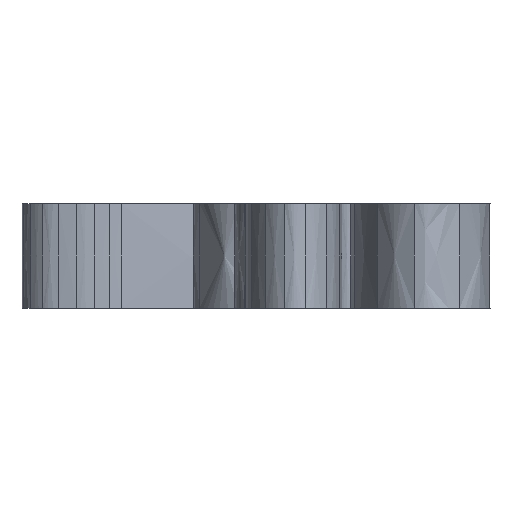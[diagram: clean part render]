
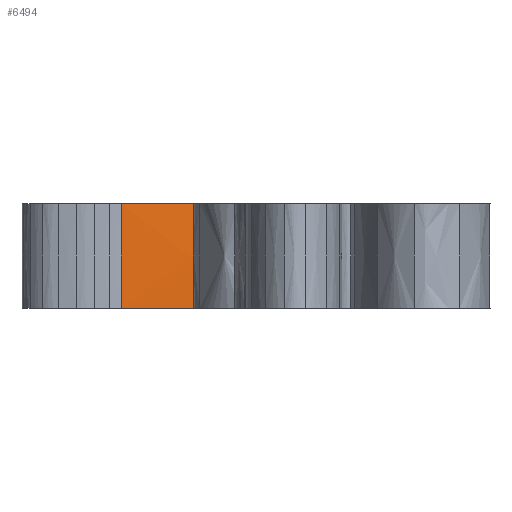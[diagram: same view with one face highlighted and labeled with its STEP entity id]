
A CAD part, left-side view. The second image highlights one B-rep face of the part: STEP entity #6494.
In plain terms, the highlighted face is a extrusion surface.
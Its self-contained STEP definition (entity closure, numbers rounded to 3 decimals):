
#87 = PLANE('',#88);
#88 = AXIS2_PLACEMENT_3D('',#89,#90,#91);
#89 = CARTESIAN_POINT('',(227.843,-7.89,20.));
#90 = DIRECTION('',(0.,0.,1.));
#91 = DIRECTION('',(1.,0.,0.));
#143 = PLANE('',#144);
#144 = AXIS2_PLACEMENT_3D('',#145,#146,#147);
#145 = CARTESIAN_POINT('',(227.843,-7.89,0.));
#146 = DIRECTION('',(0.,0.,1.));
#147 = DIRECTION('',(1.,0.,0.));
#1480 = VERTEX_POINT('',#1481);
#1481 = CARTESIAN_POINT('',(186.249,36.25,0.));
#1495 = SURFACE_OF_LINEAR_EXTRUSION('',#1496,#1500);
#1496 = B_SPLINE_CURVE_WITH_KNOTS('',2,(#1497,#1498,#1499),
  .UNSPECIFIED.,.F.,.F.,(3,3),(0.,1.),.PIECEWISE_BEZIER_KNOTS.);
#1497 = CARTESIAN_POINT('',(186.249,36.25,0.));
#1498 = CARTESIAN_POINT('',(186.013,37.569,0.));
#1499 = CARTESIAN_POINT('',(185.896,38.577,0.));
#1500 = VECTOR('',#1501,1.);
#1501 = DIRECTION('',(-0.,-0.,-1.));
#1509 = EDGE_CURVE('',#1510,#1480,#1512,.T.);
#1510 = VERTEX_POINT('',#1511);
#1511 = CARTESIAN_POINT('',(191.905,8.711,0.));
#1512 = SURFACE_CURVE('',#1513,(#1517,#1524),.PCURVE_S1.);
#1513 = B_SPLINE_CURVE_WITH_KNOTS('',2,(#1514,#1515,#1516),
  .UNSPECIFIED.,.F.,.F.,(3,3),(0.,1.),.PIECEWISE_BEZIER_KNOTS.);
#1514 = CARTESIAN_POINT('',(191.905,8.711,0.));
#1515 = CARTESIAN_POINT('',(188.37,23.683,0.));
#1516 = CARTESIAN_POINT('',(186.249,36.25,0.));
#1517 = PCURVE('',#143,#1518);
#1518 = DEFINITIONAL_REPRESENTATION('',(#1519),#1523);
#1519 = B_SPLINE_CURVE_WITH_KNOTS('',2,(#1520,#1521,#1522),
  .UNSPECIFIED.,.F.,.F.,(3,3),(0.,1.),.PIECEWISE_BEZIER_KNOTS.);
#1520 = CARTESIAN_POINT('',(-35.938,16.601));
#1521 = CARTESIAN_POINT('',(-39.473,31.573));
#1522 = CARTESIAN_POINT('',(-41.594,44.14));
#1523 = ( GEOMETRIC_REPRESENTATION_CONTEXT(2) 
PARAMETRIC_REPRESENTATION_CONTEXT() REPRESENTATION_CONTEXT('2D SPACE',''
  ) );
#1524 = PCURVE('',#1525,#1532);
#1525 = SURFACE_OF_LINEAR_EXTRUSION('',#1526,#1530);
#1526 = B_SPLINE_CURVE_WITH_KNOTS('',2,(#1527,#1528,#1529),
  .UNSPECIFIED.,.F.,.F.,(3,3),(0.,1.),.PIECEWISE_BEZIER_KNOTS.);
#1527 = CARTESIAN_POINT('',(191.905,8.711,0.));
#1528 = CARTESIAN_POINT('',(188.37,23.683,0.));
#1529 = CARTESIAN_POINT('',(186.249,36.25,0.));
#1530 = VECTOR('',#1531,1.);
#1531 = DIRECTION('',(-0.,-0.,-1.));
#1532 = DEFINITIONAL_REPRESENTATION('',(#1533),#1537);
#1533 = LINE('',#1534,#1535);
#1534 = CARTESIAN_POINT('',(0.,0.));
#1535 = VECTOR('',#1536,1.);
#1536 = DIRECTION('',(1.,0.));
#1537 = ( GEOMETRIC_REPRESENTATION_CONTEXT(2) 
PARAMETRIC_REPRESENTATION_CONTEXT() REPRESENTATION_CONTEXT('2D SPACE',''
  ) );
#1555 = SURFACE_OF_LINEAR_EXTRUSION('',#1556,#1560);
#1556 = B_SPLINE_CURVE_WITH_KNOTS('',2,(#1557,#1558,#1559),
  .UNSPECIFIED.,.F.,.F.,(3,3),(0.,1.),.PIECEWISE_BEZIER_KNOTS.);
#1557 = CARTESIAN_POINT('',(190.373,5.918,0.));
#1558 = CARTESIAN_POINT('',(190.137,7.78,0.));
#1559 = CARTESIAN_POINT('',(191.905,8.711,0.));
#1560 = VECTOR('',#1561,1.);
#1561 = DIRECTION('',(-0.,-0.,-1.));
#3400 = VERTEX_POINT('',#3401);
#3401 = CARTESIAN_POINT('',(186.249,36.25,20.));
#3422 = EDGE_CURVE('',#3423,#3400,#3425,.T.);
#3423 = VERTEX_POINT('',#3424);
#3424 = CARTESIAN_POINT('',(191.905,8.711,20.));
#3425 = SURFACE_CURVE('',#3426,(#3430,#3437),.PCURVE_S1.);
#3426 = B_SPLINE_CURVE_WITH_KNOTS('',2,(#3427,#3428,#3429),
  .UNSPECIFIED.,.F.,.F.,(3,3),(0.,1.),.PIECEWISE_BEZIER_KNOTS.);
#3427 = CARTESIAN_POINT('',(191.905,8.711,20.));
#3428 = CARTESIAN_POINT('',(188.37,23.683,20.));
#3429 = CARTESIAN_POINT('',(186.249,36.25,20.));
#3430 = PCURVE('',#87,#3431);
#3431 = DEFINITIONAL_REPRESENTATION('',(#3432),#3436);
#3432 = B_SPLINE_CURVE_WITH_KNOTS('',2,(#3433,#3434,#3435),
  .UNSPECIFIED.,.F.,.F.,(3,3),(0.,1.),.PIECEWISE_BEZIER_KNOTS.);
#3433 = CARTESIAN_POINT('',(-35.938,16.601));
#3434 = CARTESIAN_POINT('',(-39.473,31.573));
#3435 = CARTESIAN_POINT('',(-41.594,44.14));
#3436 = ( GEOMETRIC_REPRESENTATION_CONTEXT(2) 
PARAMETRIC_REPRESENTATION_CONTEXT() REPRESENTATION_CONTEXT('2D SPACE',''
  ) );
#3437 = PCURVE('',#1525,#3438);
#3438 = DEFINITIONAL_REPRESENTATION('',(#3439),#3443);
#3439 = LINE('',#3440,#3441);
#3440 = CARTESIAN_POINT('',(0.,-20.));
#3441 = VECTOR('',#3442,1.);
#3442 = DIRECTION('',(1.,0.));
#3443 = ( GEOMETRIC_REPRESENTATION_CONTEXT(2) 
PARAMETRIC_REPRESENTATION_CONTEXT() REPRESENTATION_CONTEXT('2D SPACE',''
  ) );
#6446 = EDGE_CURVE('',#1510,#3423,#6447,.T.);
#6447 = SURFACE_CURVE('',#6448,(#6452,#6459),.PCURVE_S1.);
#6448 = LINE('',#6449,#6450);
#6449 = CARTESIAN_POINT('',(191.905,8.711,0.));
#6450 = VECTOR('',#6451,1.);
#6451 = DIRECTION('',(0.,0.,1.));
#6452 = PCURVE('',#1555,#6453);
#6453 = DEFINITIONAL_REPRESENTATION('',(#6454),#6458);
#6454 = LINE('',#6455,#6456);
#6455 = CARTESIAN_POINT('',(1.,0.));
#6456 = VECTOR('',#6457,1.);
#6457 = DIRECTION('',(0.,-1.));
#6458 = ( GEOMETRIC_REPRESENTATION_CONTEXT(2) 
PARAMETRIC_REPRESENTATION_CONTEXT() REPRESENTATION_CONTEXT('2D SPACE',''
  ) );
#6459 = PCURVE('',#1525,#6460);
#6460 = DEFINITIONAL_REPRESENTATION('',(#6461),#6465);
#6461 = LINE('',#6462,#6463);
#6462 = CARTESIAN_POINT('',(0.,0.));
#6463 = VECTOR('',#6464,1.);
#6464 = DIRECTION('',(0.,-1.));
#6465 = ( GEOMETRIC_REPRESENTATION_CONTEXT(2) 
PARAMETRIC_REPRESENTATION_CONTEXT() REPRESENTATION_CONTEXT('2D SPACE',''
  ) );
#6494 = ADVANCED_FACE('',(#6495),#1525,.T.);
#6495 = FACE_BOUND('',#6496,.T.);
#6496 = EDGE_LOOP('',(#6497,#6498,#6499,#6520));
#6497 = ORIENTED_EDGE('',*,*,#6446,.T.);
#6498 = ORIENTED_EDGE('',*,*,#3422,.T.);
#6499 = ORIENTED_EDGE('',*,*,#6500,.F.);
#6500 = EDGE_CURVE('',#1480,#3400,#6501,.T.);
#6501 = SURFACE_CURVE('',#6502,(#6506,#6513),.PCURVE_S1.);
#6502 = LINE('',#6503,#6504);
#6503 = CARTESIAN_POINT('',(186.249,36.25,0.));
#6504 = VECTOR('',#6505,1.);
#6505 = DIRECTION('',(0.,0.,1.));
#6506 = PCURVE('',#1525,#6507);
#6507 = DEFINITIONAL_REPRESENTATION('',(#6508),#6512);
#6508 = LINE('',#6509,#6510);
#6509 = CARTESIAN_POINT('',(1.,0.));
#6510 = VECTOR('',#6511,1.);
#6511 = DIRECTION('',(0.,-1.));
#6512 = ( GEOMETRIC_REPRESENTATION_CONTEXT(2) 
PARAMETRIC_REPRESENTATION_CONTEXT() REPRESENTATION_CONTEXT('2D SPACE',''
  ) );
#6513 = PCURVE('',#1495,#6514);
#6514 = DEFINITIONAL_REPRESENTATION('',(#6515),#6519);
#6515 = LINE('',#6516,#6517);
#6516 = CARTESIAN_POINT('',(0.,0.));
#6517 = VECTOR('',#6518,1.);
#6518 = DIRECTION('',(0.,-1.));
#6519 = ( GEOMETRIC_REPRESENTATION_CONTEXT(2) 
PARAMETRIC_REPRESENTATION_CONTEXT() REPRESENTATION_CONTEXT('2D SPACE',''
  ) );
#6520 = ORIENTED_EDGE('',*,*,#1509,.F.);
